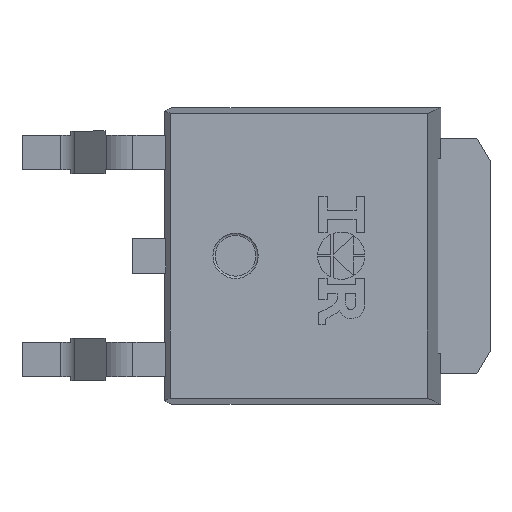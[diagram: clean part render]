
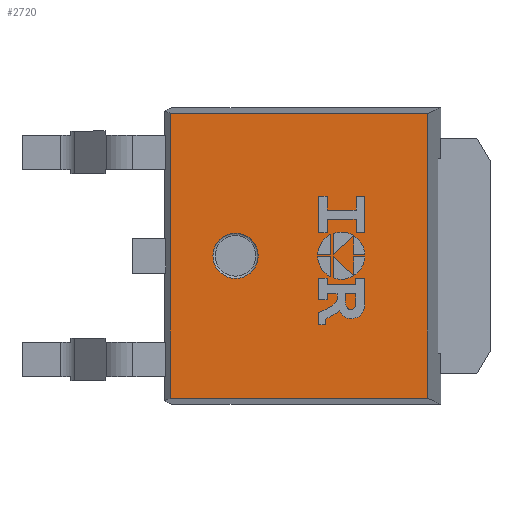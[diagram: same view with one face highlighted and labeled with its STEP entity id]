
A CAD part, top view. The second image highlights one B-rep face of the part: STEP entity #2720.
In plain terms, the highlighted planar face has unit normal (0, 0, 1).
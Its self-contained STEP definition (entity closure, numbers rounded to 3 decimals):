
#77=FACE_BOUND('',#361,.T.);
#104=CIRCLE('',#2908,0.5);
#200=FACE_OUTER_BOUND('',#360,.T.);
#360=EDGE_LOOP('',(#2013,#2014,#2015,#2016));
#361=EDGE_LOOP('',(#2017));
#566=LINE('',#4095,#887);
#570=LINE('',#4103,#891);
#573=LINE('',#4110,#894);
#574=LINE('',#4111,#895);
#887=VECTOR('',#3308,1.);
#891=VECTOR('',#3314,1.);
#894=VECTOR('',#3321,1.);
#895=VECTOR('',#3322,1.);
#1190=VERTEX_POINT('',#4084);
#1191=VERTEX_POINT('',#4088);
#1194=VERTEX_POINT('',#4093);
#1197=VERTEX_POINT('',#4101);
#1199=VERTEX_POINT('',#4109);
#1490=EDGE_CURVE('',#1190,#1190,#104,.T.);
#1494=EDGE_CURVE('',#1194,#1191,#566,.T.);
#1498=EDGE_CURVE('',#1197,#1194,#570,.F.);
#1501=EDGE_CURVE('',#1199,#1197,#573,.F.);
#1502=EDGE_CURVE('',#1191,#1199,#574,.F.);
#2013=ORIENTED_EDGE('',*,*,#1494,.F.);
#2014=ORIENTED_EDGE('',*,*,#1498,.F.);
#2015=ORIENTED_EDGE('',*,*,#1501,.F.);
#2016=ORIENTED_EDGE('',*,*,#1502,.F.);
#2017=ORIENTED_EDGE('',*,*,#1490,.T.);
#2586=PLANE('',#2913);
#2720=ADVANCED_FACE('',(#200,#77),#2586,.F.);
#2908=AXIS2_PLACEMENT_3D('',#4085,#3299,#3300);
#2913=AXIS2_PLACEMENT_3D('',#4108,#3319,#3320);
#3299=DIRECTION('center_axis',(0.,0.,-1.));
#3300=DIRECTION('ref_axis',(0.,1.,0.));
#3308=DIRECTION('',(0.,1.,0.));
#3314=DIRECTION('',(1.,0.,0.));
#3319=DIRECTION('center_axis',(0.,0.,-1.));
#3320=DIRECTION('ref_axis',(0.,1.,0.));
#3321=DIRECTION('',(0.,1.,0.));
#3322=DIRECTION('',(-1.,0.,0.));
#4084=CARTESIAN_POINT('',(-0.452,-0.5,2.52));
#4085=CARTESIAN_POINT('Origin',(-0.452,0.,2.52));
#4088=CARTESIAN_POINT('',(-1.895,3.145,2.52));
#4093=CARTESIAN_POINT('',(-1.895,-3.145,2.52));
#4095=CARTESIAN_POINT('',(-1.895,1.635,2.52));
#4101=CARTESIAN_POINT('',(3.788,-3.145,2.52));
#4103=CARTESIAN_POINT('',(-0.495,-3.145,2.52));
#4108=CARTESIAN_POINT('Origin',(1.03,0.,2.52));
#4109=CARTESIAN_POINT('',(3.788,3.145,2.52));
#4110=CARTESIAN_POINT('',(3.788,-1.635,2.52));
#4111=CARTESIAN_POINT('',(2.555,3.145,2.52));
